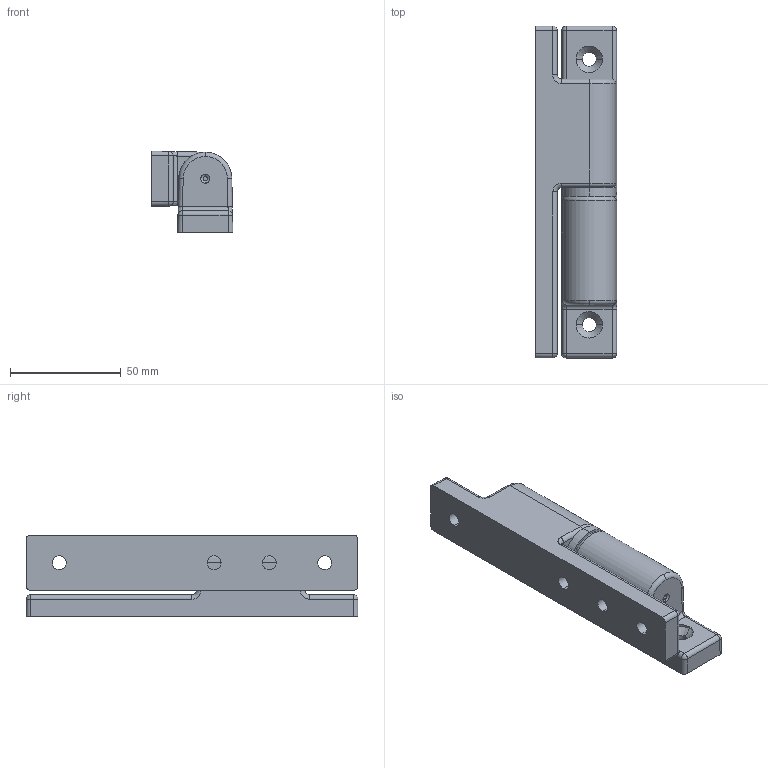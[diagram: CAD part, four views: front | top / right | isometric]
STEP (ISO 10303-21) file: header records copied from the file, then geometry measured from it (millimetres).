
FILE_DESCRIPTION (( 'STEP AP203' ), '1' );
FILE_NAME ('FB-716.STEP', '2016-12-20T05:59:40', ( '' ), ( '' ), 'SwSTEP 2.0', 'SolidWorks 2014', '' );
FILE_SCHEMA (( 'CONFIG_CONTROL_DESIGN' ));
Length unit declared in the file: millimetre
Products named in the file (4): FB-716本体_; FB-716; FB-716軸_; FB-716ワッシャー_
Assembly tree (4 placements, depth 2):
  FB-716
    FB-716本体_  x2
    FB-716軸_
    FB-716ワッシャー_
Bounding box: 37 x 150 x 37 mm (x, y, z)
Volume: 127749.7 mm3; surface area: 35057 mm2
Topology: 4 solids, 4 shells, 152 faces, 344 edges, 192 vertices
Faces by surface type: cylinder 80, cone 24, plane 22, torus 10, sphere 8, bspline 8
Entity records: 2818 total; most frequent: CARTESIAN_POINT 527, DIRECTION 434, ORIENTED_EDGE 362, EDGE_CURVE 181, AXIS2_PLACEMENT_3D 179, VERTEX_POINT 104, EDGE_LOOP 95, CIRCLE 93
